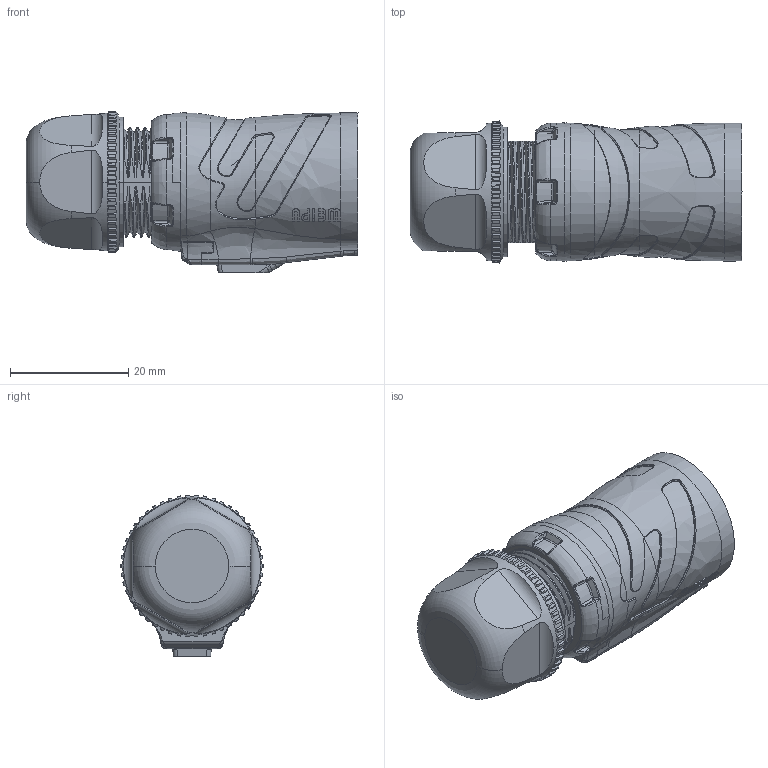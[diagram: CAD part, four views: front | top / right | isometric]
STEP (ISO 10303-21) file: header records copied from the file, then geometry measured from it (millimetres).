
FILE_DESCRIPTION((''),'2;1');
FILE_NAME('3D-WK16-TEP','2024-09-03T',('Administrator'),(''),'CREO PARAMETRIC BY PTC INC, 2016130','CREO PARAMETRIC BY PTC INC, 2016130','');
FILE_SCHEMA(('CONFIG_CONTROL_DESIGN','GEOMETRIC_VALIDATION_PROPERTIES_MIM'));
Products named in the file (1): 3D-WK16-TEP
Bounding box: 56.25 x 24.06 x 27.42 mm (x, y, z)
Volume: 20708.5 mm3; surface area: 7755.8 mm2
Topology: 1 solids, 11 shells, 1325 faces, 4014 edges, 2715 vertices
Faces by surface type: plane 401, cylinder 257, bspline 253, cone 198, extrusion 137, torus 63, sphere 12, revolution 4
Entity records: 66429 total; most frequent: CARTESIAN_POINT 34985, ORIENTED_EDGE 8000, DIRECTION 4461, EDGE_CURVE 4000, VERTEX_POINT 2715, B_SPLINE_CURVE_WITH_KNOTS 2449, AXIS2_PLACEMENT_3D 1697, EDGE_LOOP 1349
